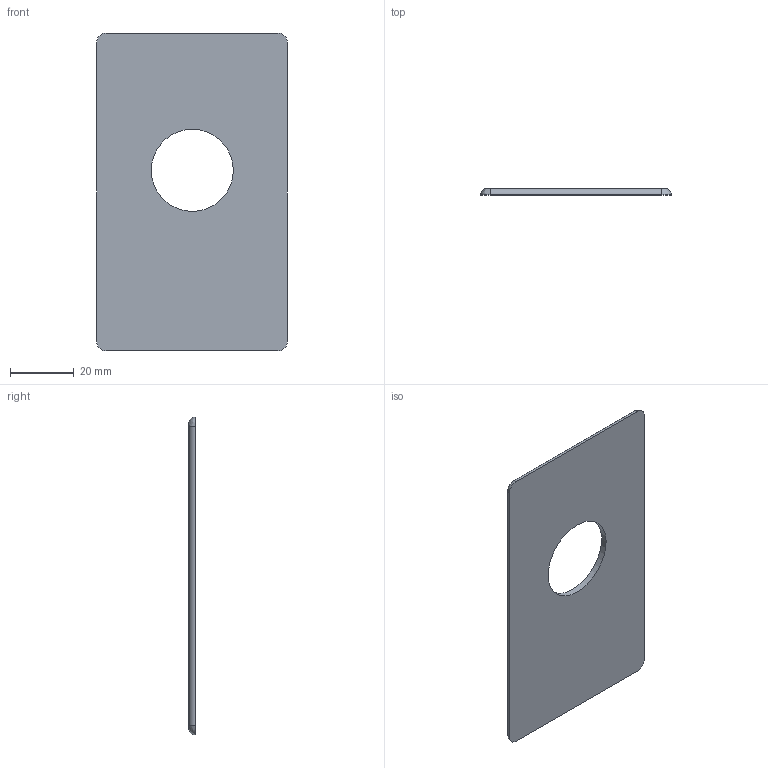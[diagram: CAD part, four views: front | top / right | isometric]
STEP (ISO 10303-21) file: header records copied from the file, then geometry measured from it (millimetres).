
FILE_DESCRIPTION(/* description */ (''),/* implementation_level */ '2;1');
FILE_NAME(/* name */ 'Cover v2.step',/* time_stamp */ '2025-11-21T23:11:19-08:00',/* author */ (''),/* organization */ (''),/* preprocessor_version */ 'ST-DEVELOPER v20.1',/* originating_system */ 'Autodesk Translation Framework v14.10.0.0',/* authorisation */ '');
FILE_SCHEMA (('AUTOMOTIVE_DESIGN { 1 0 10303 214 3 1 1 }'));
Length unit declared in the file: millimetre
Products named in the file (1): 2025-11-21-23-11-19-421
Bounding box: 60 x 2 x 100 mm (x, y, z)
Volume: 10671.1 mm3; surface area: 11458.7 mm2
Topology: 1 solids, 1 shells, 11 faces, 27 edges, 18 vertices
Faces by surface type: cylinder 5, bspline 4, plane 2
Full cylindrical faces by diameter (mm): 25.8 x1
Entity records: 392 total; most frequent: CARTESIAN_POINT 89, DIRECTION 61, ORIENTED_EDGE 54, EDGE_CURVE 27, AXIS2_PLACEMENT_3D 26, CIRCLE 18, VERTEX_POINT 18, EDGE_LOOP 13
